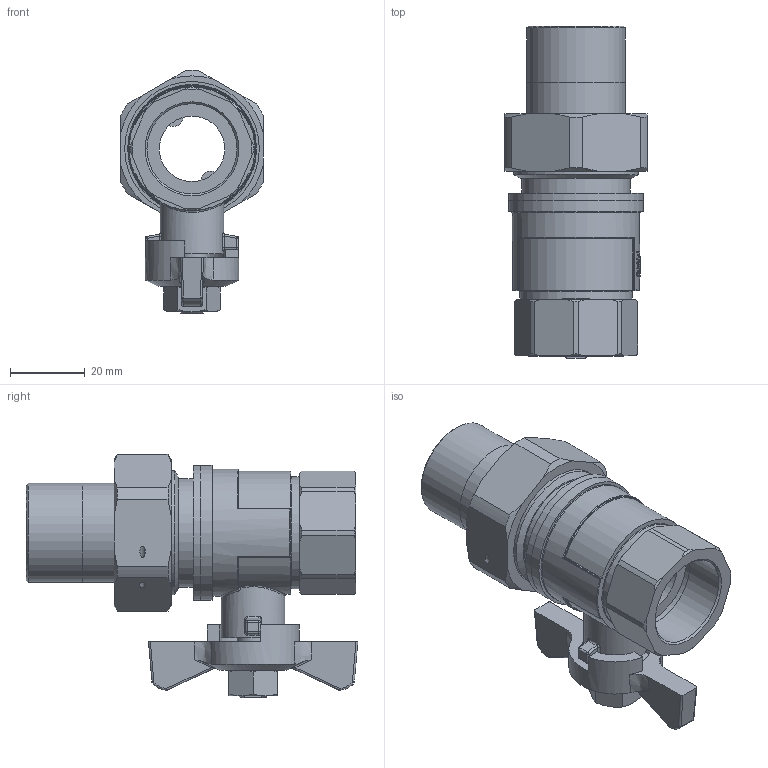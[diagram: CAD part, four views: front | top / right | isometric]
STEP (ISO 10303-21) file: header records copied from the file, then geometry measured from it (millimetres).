
FILE_DESCRIPTION(/* description */ ('Unknown'),/* implementation_level */ '2;1');
FILE_NAME(/* name */ '703-05',/* time_stamp */ '2022-06-20T10:20:06+02:00',/* author */ ('Unknown'),/* organization */ ('Unknown'),/* preprocessor_version */ 'ST-DEVELOPER v16.7',/* originating_system */ 'Solid Edge',/* authorisation */ 'Unknown');
FILE_SCHEMA (('AUTOMOTIVE_DESIGN {1 0 10303 214 3 1 1}'));
Length unit declared in the file: millimetre
Products named in the file (10): 703-3_4; 713-3_4 Spindel; 703-3_4 Einschraubteil; 703-3_4 Körper; Flügelgriff 1_4 - 3_4; 600-1_2-Mutter; 703-3_4 Verschraubung 3_4_郻M 1; 郻M 1; 703-3_4 Stütze; 703-3_4 Dichtung
Assembly tree (9 placements, depth 3):
  703-3_4
    713-3_4 Spindel
    703-3_4 Einschraubteil
    703-3_4 Körper
    Flügelgriff 1_4 - 3_4
    600-1_2-Mutter
    703-3_4 Verschraubung 3_4_郻M 1
      郻M 1
      703-3_4 Stütze
      703-3_4 Dichtung
Bounding box: 38 x 88.7 x 65.09 mm (x, y, z)
Volume: 47172.1 mm3; surface area: 31282.1 mm2
Topology: 8 solids, 8 shells, 464 faces, 1159 edges, 738 vertices
Faces by surface type: plane 165, cylinder 134, bspline 78, cone 58, sphere 16, torus 13
Full cylindrical faces by diameter (mm): 1.5 x1, 6.75 x1, 8.5 x2, 9.1 x1, 11 x1, 12.376 x2, 12.6 x1, 16 x1, 17 x1, 17.5 x2, 18.5 x1, 19 x1, 20 x1, 21 x1, 22 x1, 24 x1, 24.117 x2, 26.441 x2, 27 x1, 28.376 x2, 29 x1, 29.4 x1, 30 x3, 30.291 x2, 31.5 x1, 33.249 x1, 34 x1, 36 x2
Entity records: 19667 total; most frequent: CARTESIAN_POINT 7208, ORIENTED_EDGE 2106, DIRECTION 1714, EDGE_CURVE 1053, AXIS2_PLACEMENT_3D 733, VERTEX_POINT 704, EDGE_LOOP 581, FACE_BOUND 581
